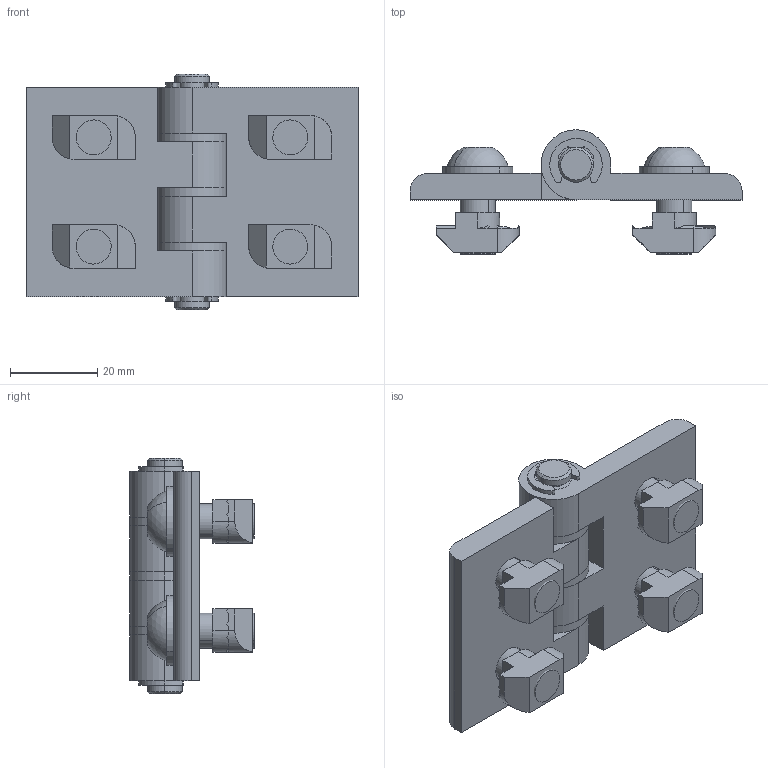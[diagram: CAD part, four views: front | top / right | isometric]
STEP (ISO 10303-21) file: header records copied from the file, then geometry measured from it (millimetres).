
FILE_DESCRIPTION (( 'STEP AP203' ), '1' );
FILE_NAME ('7.23.45.45.ST.STEP', '2014-06-26T01:14:25', ( 'USER' ), ( 'Microsoft' ), 'SwSTEP 2.0', 'SolidWorks 2012', '' );
FILE_SCHEMA (( 'CONFIG_CONTROL_DESIGN' ));
Length unit declared in the file: millimetre
Products named in the file (1): 7.23.45.45.ST
Bounding box: 76 x 28.4 x 54 mm (x, y, z)
Surface area: 20510.8 mm2 (no closed solid volume)
Topology: 0 solids, 26 shells, 290 faces, 870 edges, 606 vertices
Faces by surface type: plane 176, cylinder 94, cone 12, sphere 8
Entity records: 9824 total; most frequent: CARTESIAN_POINT 1975, DIRECTION 1670, ORIENTED_EDGE 1454, EDGE_CURVE 870, VERTEX_POINT 606, AXIS2_PLACEMENT_3D 573, LINE 524, VECTOR 524
